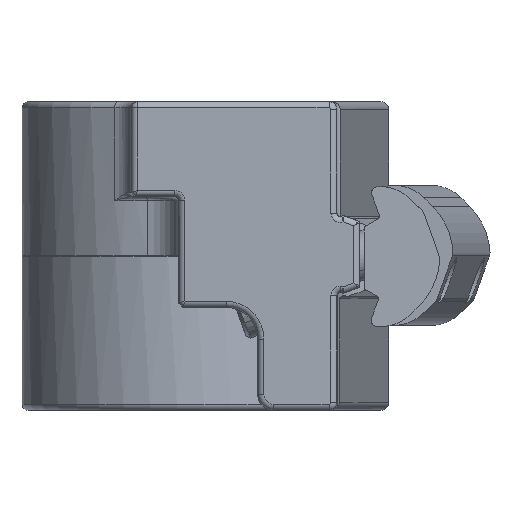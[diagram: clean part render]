
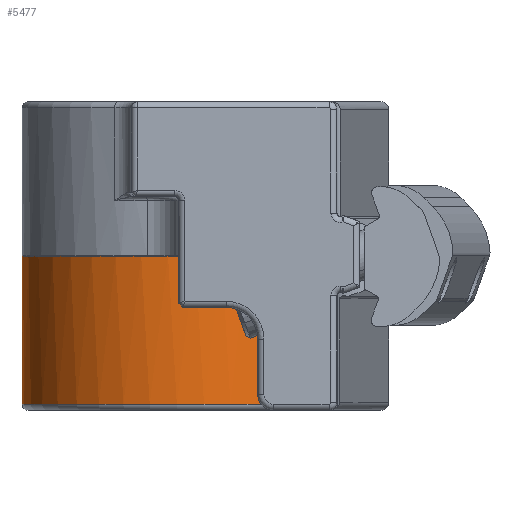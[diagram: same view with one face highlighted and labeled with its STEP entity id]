
A CAD part, left-side view. The second image highlights one B-rep face of the part: STEP entity #5477.
In plain terms, the highlighted cylindrical face has radius 19.8 mm (diameter 39.6 mm), a partial arc.
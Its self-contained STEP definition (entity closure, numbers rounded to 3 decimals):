
#248 = CARTESIAN_POINT ( 'NONE',  ( 18.079, 28.073, -18.738 ) ) ;
#359 = CARTESIAN_POINT ( 'NONE',  ( 19.393, 23.992, 0. ) ) ;
#596 = ORIENTED_EDGE ( 'NONE', *, *, #8218, .F. ) ;
#1180 = B_SPLINE_CURVE_WITH_KNOTS ( 'NONE', 3,
 ( #10312, #15576, #5161, #9012, #2581, #6444 ),
 .UNSPECIFIED., .F., .F.,
 ( 4, 2, 4 ),
 ( 0., 0.001, 0.003 ),
 .UNSPECIFIED. ) ;
#1856 = DIRECTION ( 'NONE',  ( 1., 0., 0. ) ) ;
#1997 = ORIENTED_EDGE ( 'NONE', *, *, #9915, .F. ) ;
#2114 = FACE_OUTER_BOUND ( 'NONE', #2960, .T. ) ;
#2263 = CARTESIAN_POINT ( 'NONE',  ( 0., 0.2, -19.5 ) ) ;
#2312 = AXIS2_PLACEMENT_3D ( 'NONE', #7164, #13633, #1856 ) ;
#2564 = CARTESIAN_POINT ( 'NONE',  ( -4.612, 0.719, -18.934 ) ) ;
#2581 = CARTESIAN_POINT ( 'NONE',  ( -2.199, 0.318, -19.235 ) ) ;
#2786 = VERTEX_POINT ( 'NONE', #13472 ) ;
#2960 = EDGE_LOOP ( 'NONE', ( #10699, #8311, #8508, #1997, #5613, #11402, #596, #4895 ) ) ;
#3295 = CIRCLE ( 'NONE', #2312, 19.8 ) ;
#3894 = VERTEX_POINT ( 'NONE', #4579 ) ;
#4099 = CARTESIAN_POINT ( 'NONE',  ( 18.079, 28.073, -7. ) ) ;
#4424 = CARTESIAN_POINT ( 'NONE',  ( 19.393, 23.992, -19.5 ) ) ;
#4579 = CARTESIAN_POINT ( 'NONE',  ( -5.571, 1., -18.738 ) ) ;
#4766 = CYLINDRICAL_SURFACE ( 'NONE', #6341, 19.8 ) ;
#4895 = ORIENTED_EDGE ( 'NONE', *, *, #7296, .T. ) ;
#4911 = VERTEX_POINT ( 'NONE', #4099 ) ;
#4914 = CARTESIAN_POINT ( 'NONE',  ( 0., 20., 0. ) ) ;
#4997 = DIRECTION ( 'NONE',  ( 0., 0., 1. ) ) ;
#5161 = CARTESIAN_POINT ( 'NONE',  ( -0.883, 0.215, -19.121 ) ) ;
#5477 = ADVANCED_FACE ( 'NONE', ( #2114 ), #4766, .T. ) ;
#5613 = ORIENTED_EDGE ( 'NONE', *, *, #13033, .T. ) ;
#5697 = EDGE_CURVE ( 'NONE', #10038, #15817, #8265, .T. ) ;
#6054 = DIRECTION ( 'NONE',  ( 0., 0., -1. ) ) ;
#6326 = VERTEX_POINT ( 'NONE', #15247 ) ;
#6341 = AXIS2_PLACEMENT_3D ( 'NONE', #14136, #6471, #15521 ) ;
#6399 = CARTESIAN_POINT ( 'NONE',  ( 0., 0.2, 0. ) ) ;
#6435 = AXIS2_PLACEMENT_3D ( 'NONE', #9475, #16019, #6556 ) ;
#6444 = CARTESIAN_POINT ( 'NONE',  ( -2.634, 0.376, -19.281 ) ) ;
#6471 = DIRECTION ( 'NONE',  ( 0., 0., 1. ) ) ;
#6556 = DIRECTION ( 'NONE',  ( 0.913, 0.408, 0. ) ) ;
#7164 = CARTESIAN_POINT ( 'NONE',  ( 0., 20., -7. ) ) ;
#7264 = EDGE_CURVE ( 'NONE', #6326, #4911, #3295, .T. ) ;
#7296 = EDGE_CURVE ( 'NONE', #2786, #15817, #9577, .T. ) ;
#7565 = EDGE_CURVE ( 'NONE', #10460, #3894, #10185, .T. ) ;
#7740 = VECTOR ( 'NONE', #4997, 1000. ) ;
#8218 = EDGE_CURVE ( 'NONE', #2786, #10460, #1180, .T. ) ;
#8265 = CIRCLE ( 'NONE', #9920, 19.8 ) ;
#8311 = ORIENTED_EDGE ( 'NONE', *, *, #15985, .T. ) ;
#8508 = ORIENTED_EDGE ( 'NONE', *, *, #7264, .T. ) ;
#8953 = VERTEX_POINT ( 'NONE', #248 ) ;
#9012 = CARTESIAN_POINT ( 'NONE',  ( -1.761, 0.274, -19.189 ) ) ;
#9475 = CARTESIAN_POINT ( 'NONE',  ( 0., 20., -18.738 ) ) ;
#9577 = LINE ( 'NONE', #2263, #16863 ) ;
#9661 = LINE ( 'NONE', #4424, #11413 ) ;
#9677 = CARTESIAN_POINT ( 'NONE',  ( -2.634, 0.376, -19.281 ) ) ;
#9915 = EDGE_CURVE ( 'NONE', #8953, #4911, #16974, .T. ) ;
#9920 = AXIS2_PLACEMENT_3D ( 'NONE', #4914, #12832, #12994 ) ;
#10038 = VERTEX_POINT ( 'NONE', #359 ) ;
#10185 = B_SPLINE_CURVE_WITH_KNOTS ( 'NONE', 3,
 ( #11582, #10540, #2564, #16838 ),
 .UNSPECIFIED., .F., .F.,
 ( 4, 4 ),
 ( 0.001, 0.004 ),
 .UNSPECIFIED. ) ;
#10312 = CARTESIAN_POINT ( 'NONE',  ( 0., 0.2, -19.1 ) ) ;
#10460 = VERTEX_POINT ( 'NONE', #9677 ) ;
#10540 = CARTESIAN_POINT ( 'NONE',  ( -3.632, 0.51, -19.132 ) ) ;
#10699 = ORIENTED_EDGE ( 'NONE', *, *, #5697, .F. ) ;
#11402 = ORIENTED_EDGE ( 'NONE', *, *, #7565, .F. ) ;
#11413 = VECTOR ( 'NONE', #6054, 1000. ) ;
#11582 = CARTESIAN_POINT ( 'NONE',  ( -2.634, 0.376, -19.281 ) ) ;
#12832 = DIRECTION ( 'NONE',  ( 0., 0., 1. ) ) ;
#12994 = DIRECTION ( 'NONE',  ( 1., 0., 0. ) ) ;
#12998 = CARTESIAN_POINT ( 'NONE',  ( 18.079, 28.073, -19.5 ) ) ;
#13033 = EDGE_CURVE ( 'NONE', #8953, #3894, #16062, .T. ) ;
#13472 = CARTESIAN_POINT ( 'NONE',  ( 0., 0.2, -19.1 ) ) ;
#13633 = DIRECTION ( 'NONE',  ( 0., 0., 1. ) ) ;
#13968 = DIRECTION ( 'NONE',  ( 0., 0., 1. ) ) ;
#14136 = CARTESIAN_POINT ( 'NONE',  ( 0., 20., -19.5 ) ) ;
#15247 = CARTESIAN_POINT ( 'NONE',  ( 19.393, 23.992, -7. ) ) ;
#15521 = DIRECTION ( 'NONE',  ( 1., 0., 0. ) ) ;
#15576 = CARTESIAN_POINT ( 'NONE',  ( -0.442, 0.2, -19.1 ) ) ;
#15817 = VERTEX_POINT ( 'NONE', #6399 ) ;
#15985 = EDGE_CURVE ( 'NONE', #10038, #6326, #9661, .T. ) ;
#16019 = DIRECTION ( 'NONE',  ( 0., 0., 1. ) ) ;
#16062 = CIRCLE ( 'NONE', #6435, 19.8 ) ;
#16838 = CARTESIAN_POINT ( 'NONE',  ( -5.571, 1., -18.738 ) ) ;
#16863 = VECTOR ( 'NONE', #13968, 1000. ) ;
#16974 = LINE ( 'NONE', #12998, #7740 ) ;
